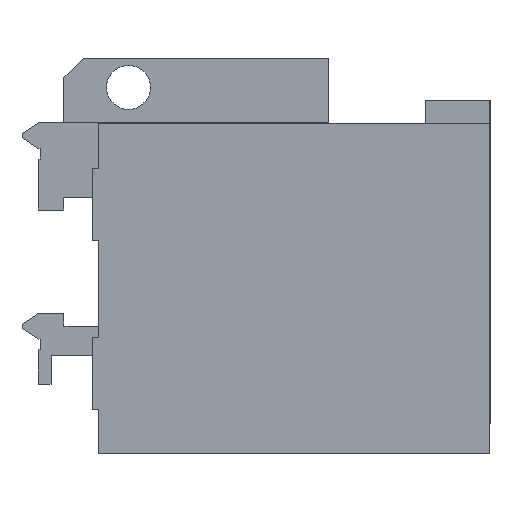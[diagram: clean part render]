
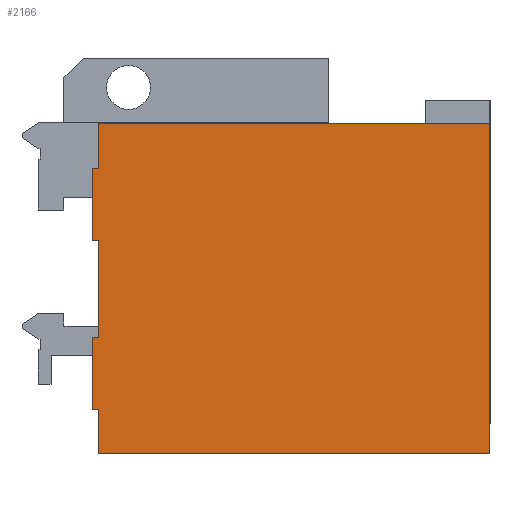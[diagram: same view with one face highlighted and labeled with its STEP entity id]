
A CAD part, left-side view. The second image highlights one B-rep face of the part: STEP entity #2166.
In plain terms, the highlighted planar face has unit normal (-1, 0, 0).
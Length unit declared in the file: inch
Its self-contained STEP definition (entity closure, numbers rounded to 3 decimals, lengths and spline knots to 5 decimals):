
#76=PLANE('',#2314);
#178=FACE_OUTER_BOUND('',#296,.T.);
#296=EDGE_LOOP('',(#1712,#1713,#1714,#1715,#1716,#1717,#1718,#1719,#1720,
#1721,#1722,#1723));
#421=LINE('',#3074,#693);
#423=LINE('',#3079,#695);
#425=LINE('',#3082,#697);
#446=LINE('',#3134,#718);
#448=LINE('',#3139,#720);
#450=LINE('',#3142,#722);
#494=LINE('',#3233,#766);
#495=LINE('',#3234,#767);
#496=LINE('',#3236,#768);
#501=LINE('',#3244,#773);
#519=LINE('',#3281,#791);
#522=LINE('',#3285,#794);
#693=VECTOR('',#2486,0.3937);
#695=VECTOR('',#2490,0.3937);
#697=VECTOR('',#2494,0.3937);
#718=VECTOR('',#2539,0.3937);
#720=VECTOR('',#2543,0.3937);
#722=VECTOR('',#2547,0.3937);
#766=VECTOR('',#2613,0.3937);
#767=VECTOR('',#2614,0.3937);
#768=VECTOR('',#2615,0.3937);
#773=VECTOR('',#2622,0.3937);
#791=VECTOR('',#2646,0.3937);
#794=VECTOR('',#2651,0.3937);
#1001=VERTEX_POINT('',#3070);
#1002=VERTEX_POINT('',#3072);
#1003=VERTEX_POINT('',#3076);
#1004=VERTEX_POINT('',#3078);
#1022=VERTEX_POINT('',#3130);
#1023=VERTEX_POINT('',#3132);
#1024=VERTEX_POINT('',#3136);
#1025=VERTEX_POINT('',#3138);
#1061=VERTEX_POINT('',#3231);
#1062=VERTEX_POINT('',#3235);
#1064=VERTEX_POINT('',#3242);
#1080=VERTEX_POINT('',#3280);
#1212=EDGE_CURVE('',#1001,#1002,#421,.T.);
#1214=EDGE_CURVE('',#1003,#1004,#423,.T.);
#1216=EDGE_CURVE('',#1004,#1002,#425,.T.);
#1241=EDGE_CURVE('',#1022,#1023,#446,.T.);
#1243=EDGE_CURVE('',#1024,#1025,#448,.T.);
#1245=EDGE_CURVE('',#1025,#1023,#450,.T.);
#1289=EDGE_CURVE('',#1061,#1003,#494,.T.);
#1290=EDGE_CURVE('',#1001,#1024,#495,.T.);
#1291=EDGE_CURVE('',#1022,#1062,#496,.T.);
#1296=EDGE_CURVE('',#1064,#1061,#501,.T.);
#1314=EDGE_CURVE('',#1080,#1062,#519,.T.);
#1317=EDGE_CURVE('',#1080,#1064,#522,.T.);
#1712=ORIENTED_EDGE('',*,*,#1317,.F.);
#1713=ORIENTED_EDGE('',*,*,#1314,.T.);
#1714=ORIENTED_EDGE('',*,*,#1291,.F.);
#1715=ORIENTED_EDGE('',*,*,#1241,.T.);
#1716=ORIENTED_EDGE('',*,*,#1245,.F.);
#1717=ORIENTED_EDGE('',*,*,#1243,.F.);
#1718=ORIENTED_EDGE('',*,*,#1290,.F.);
#1719=ORIENTED_EDGE('',*,*,#1212,.T.);
#1720=ORIENTED_EDGE('',*,*,#1216,.F.);
#1721=ORIENTED_EDGE('',*,*,#1214,.F.);
#1722=ORIENTED_EDGE('',*,*,#1289,.F.);
#1723=ORIENTED_EDGE('',*,*,#1296,.F.);
#2166=ADVANCED_FACE('',(#178),#76,.T.);
#2314=AXIS2_PLACEMENT_3D('',#3286,#2652,#2653);
#2486=DIRECTION('',(0.,1.,0.));
#2490=DIRECTION('',(0.,1.,0.));
#2494=DIRECTION('',(0.,0.,1.));
#2539=DIRECTION('',(0.,1.,0.));
#2543=DIRECTION('',(0.,1.,0.));
#2547=DIRECTION('',(0.,0.,1.));
#2613=DIRECTION('',(0.,0.,1.));
#2614=DIRECTION('',(0.,0.,1.));
#2615=DIRECTION('',(0.,0.,1.));
#2622=DIRECTION('',(0.,1.,0.));
#2646=DIRECTION('',(0.,1.,0.));
#2651=DIRECTION('',(0.,0.,-1.));
#2652=DIRECTION('center_axis',(-1.,0.,0.));
#2653=DIRECTION('ref_axis',(0.,0.,1.));
#3070=CARTESIAN_POINT('',(-15.,-1.84556,-2.96052));
#3072=CARTESIAN_POINT('',(-15.,-1.64556,-2.96052));
#3074=CARTESIAN_POINT('',(-15.,-1.84556,-2.96052));
#3076=CARTESIAN_POINT('',(-15.,-1.84556,-5.1554));
#3078=CARTESIAN_POINT('',(-15.,-1.64556,-5.1554));
#3079=CARTESIAN_POINT('',(-15.,-1.84556,-5.1554));
#3082=CARTESIAN_POINT('',(-15.,-1.64556,-6.51378));
#3130=CARTESIAN_POINT('',(-15.,-1.84556,2.19488));
#3132=CARTESIAN_POINT('',(-15.,-1.64556,2.19488));
#3134=CARTESIAN_POINT('',(-15.,-1.84556,2.19488));
#3136=CARTESIAN_POINT('',(-15.,-1.84556,0.));
#3138=CARTESIAN_POINT('',(-15.,-1.64556,0.));
#3139=CARTESIAN_POINT('',(-15.,-1.84556,0.));
#3142=CARTESIAN_POINT('',(-15.,-1.64556,-6.51378));
#3231=CARTESIAN_POINT('',(-15.,-1.84556,-6.51378));
#3233=CARTESIAN_POINT('',(-15.,-1.84556,-6.51378));
#3234=CARTESIAN_POINT('',(-15.,-1.84556,-6.51378));
#3235=CARTESIAN_POINT('',(-15.,-1.84556,3.55326));
#3236=CARTESIAN_POINT('',(-15.,-1.84556,-6.51378));
#3242=CARTESIAN_POINT('',(-15.,-13.77953,-6.51378));
#3244=CARTESIAN_POINT('',(-15.,-13.77953,-6.51378));
#3280=CARTESIAN_POINT('',(-15.,-13.77953,3.55326));
#3281=CARTESIAN_POINT('',(-15.,-13.77953,3.55326));
#3285=CARTESIAN_POINT('',(-15.,-13.77953,-3.51378));
#3286=CARTESIAN_POINT('Origin',(-15.,-8.06254,0.01974));
